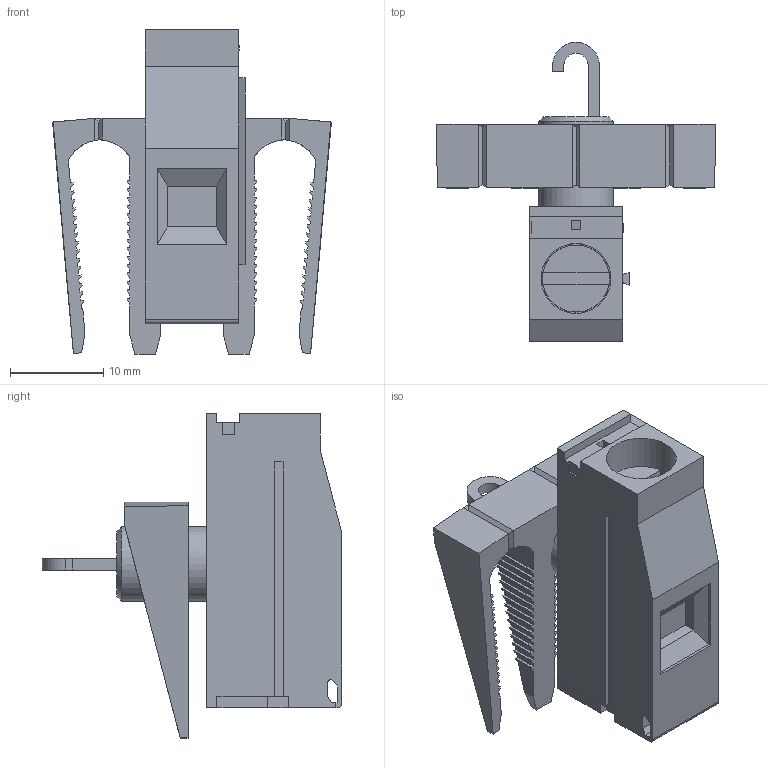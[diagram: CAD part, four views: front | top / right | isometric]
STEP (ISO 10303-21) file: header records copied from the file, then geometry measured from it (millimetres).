
FILE_DESCRIPTION( ( 'STEP AP203' ), '1' );
FILE_NAME( 'MPT1010.stp', ' ', ( ' ' ), ( ' ' ), 'PSStep 15.0.49', 'VISI 20.0', ' ' );
FILE_SCHEMA( ( 'AUTOMOTIVE_DESIGN { 1 0 10303 214 1 1 1 1 }' ) );
Length unit declared in the file: millimetre
Products named in the file (3): 1; 2; 3
Bounding box: 29.93 x 32.15 x 34.88 mm (x, y, z)
Volume: 1497.8 mm3; surface area: 4447 mm2
Topology: 2 solids, 114 shells, 534 faces, 1825 edges, 1403 vertices
Faces by surface type: plane 519, cylinder 13, cone 2
Full cylindrical faces by diameter (mm): 7.2 x1, 7.499 x1, 8 x1
Entity records: 23605 total; most frequent: CARTESIAN_POINT 3781, ORIENTED_EDGE 3052, DIRECTION 2927, EDGE_CURVE 1817, LINE 1737, VECTOR 1737, VERTEX_POINT 1401, AXIS2_PLACEMENT_3D 595
